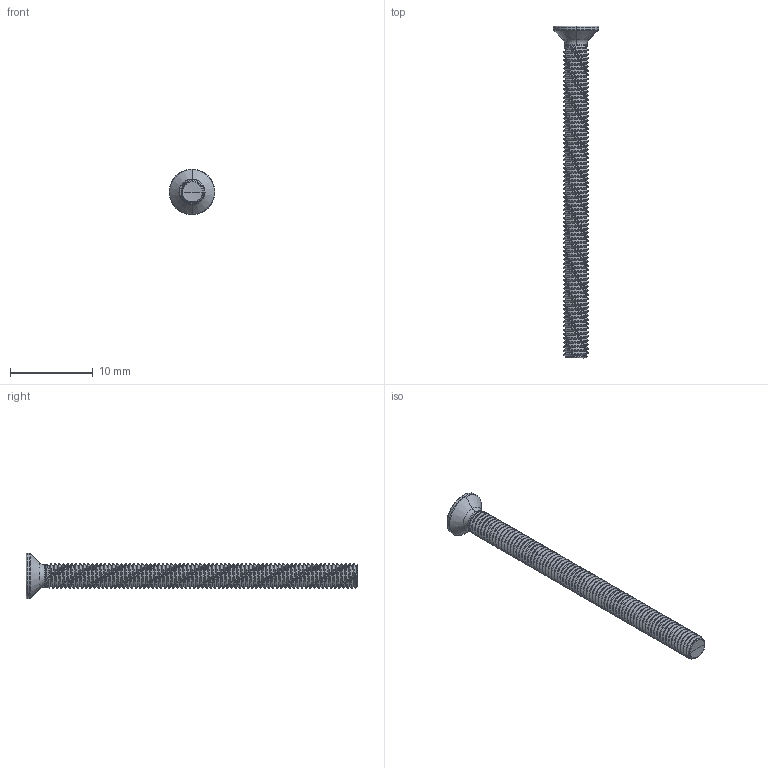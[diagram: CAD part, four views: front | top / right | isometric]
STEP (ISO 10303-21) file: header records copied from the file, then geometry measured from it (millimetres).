
FILE_DESCRIPTION (( 'STEP AP203' ), '1' );
FILE_NAME ('STM410300400.STEP', '2020-12-18T17:00:38', ( '' ), ( '' ), 'SwSTEP 2.0', 'SolidWorks 2015', '' );
FILE_SCHEMA (( 'CONFIG_CONTROL_DESIGN' ));
Length unit declared in the file: millimetre
Products named in the file (2): STM410300400
Bounding box: 5.5 x 40 x 5.5 mm (x, y, z)
Volume: 241.9 mm3; surface area: 606 mm2
Topology: 1 solids, 1 shells, 219 faces, 620 edges, 402 vertices
Faces by surface type: cylinder 172, bspline 18, cone 14, torus 11, sphere 2, plane 2
Entity records: 38555 total; most frequent: CARTESIAN_POINT 33809, ORIENTED_EDGE 1236, DIRECTION 707, EDGE_CURVE 618, VERTEX_POINT 402, AXIS2_PLACEMENT_3D 262, EDGE_LOOP 220, ADVANCED_FACE 219
